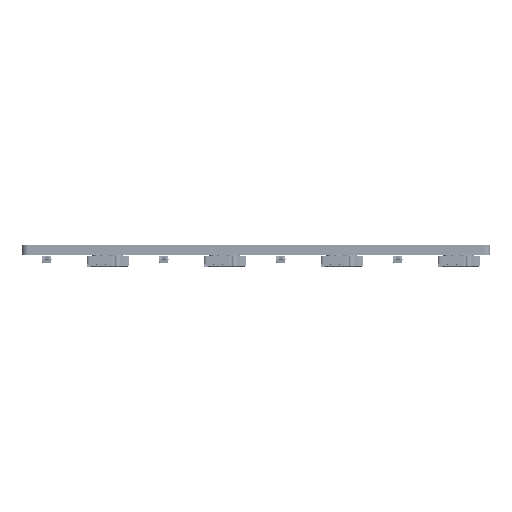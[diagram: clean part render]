
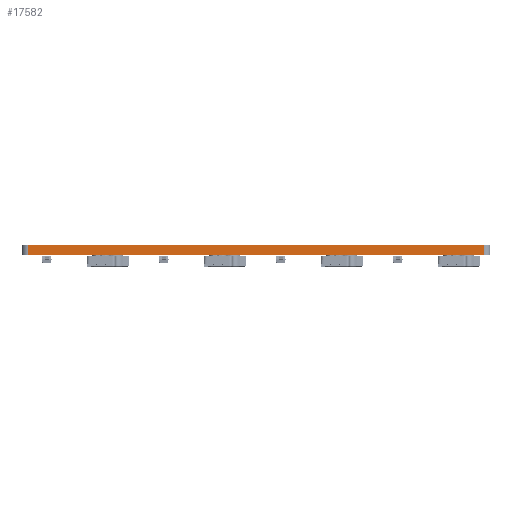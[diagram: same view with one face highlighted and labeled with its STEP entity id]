
A CAD part, left-side view. The second image highlights one B-rep face of the part: STEP entity #17582.
In plain terms, the highlighted planar face has unit normal (-1, 0, 0).
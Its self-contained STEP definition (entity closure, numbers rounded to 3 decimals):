
#10917 = VERTEX_POINT('',#10918);
#10918 = CARTESIAN_POINT('',(0.,-1.,0.));
#10925 = EDGE_CURVE('',#10926,#10917,#10928,.T.);
#10926 = VERTEX_POINT('',#10927);
#10927 = CARTESIAN_POINT('',(0.,-75.,0.));
#10928 = LINE('',#10929,#10930);
#10929 = CARTESIAN_POINT('',(0.,-75.,0.));
#10930 = VECTOR('',#10931,1.);
#10931 = DIRECTION('',(0.,1.,0.));
#14236 = VERTEX_POINT('',#14237);
#14237 = CARTESIAN_POINT('',(0.,-1.,1.6));
#14244 = EDGE_CURVE('',#14245,#14236,#14247,.T.);
#14245 = VERTEX_POINT('',#14246);
#14246 = CARTESIAN_POINT('',(0.,-75.,1.6));
#14247 = LINE('',#14248,#14249);
#14248 = CARTESIAN_POINT('',(0.,-75.,1.6));
#14249 = VECTOR('',#14250,1.);
#14250 = DIRECTION('',(0.,1.,0.));
#17552 = EDGE_CURVE('',#10917,#14236,#17553,.T.);
#17553 = LINE('',#17554,#17555);
#17554 = CARTESIAN_POINT('',(0.,-1.,0.));
#17555 = VECTOR('',#17556,1.);
#17556 = DIRECTION('',(0.,0.,1.));
#17582 = ADVANCED_FACE('',(#17583),#17594,.T.);
#17583 = FACE_BOUND('',#17584,.T.);
#17584 = EDGE_LOOP('',(#17585,#17591,#17592,#17593));
#17585 = ORIENTED_EDGE('',*,*,#17586,.T.);
#17586 = EDGE_CURVE('',#10926,#14245,#17587,.T.);
#17587 = LINE('',#17588,#17589);
#17588 = CARTESIAN_POINT('',(0.,-75.,0.));
#17589 = VECTOR('',#17590,1.);
#17590 = DIRECTION('',(0.,0.,1.));
#17591 = ORIENTED_EDGE('',*,*,#14244,.T.);
#17592 = ORIENTED_EDGE('',*,*,#17552,.F.);
#17593 = ORIENTED_EDGE('',*,*,#10925,.F.);
#17594 = PLANE('',#17595);
#17595 = AXIS2_PLACEMENT_3D('',#17596,#17597,#17598);
#17596 = CARTESIAN_POINT('',(0.,-75.,0.));
#17597 = DIRECTION('',(-1.,0.,0.));
#17598 = DIRECTION('',(0.,1.,0.));
